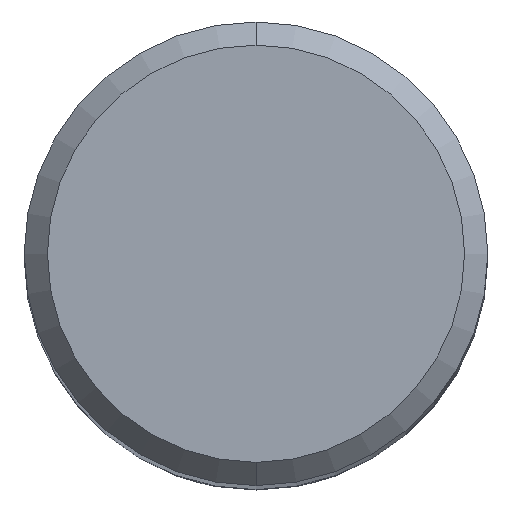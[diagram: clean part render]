
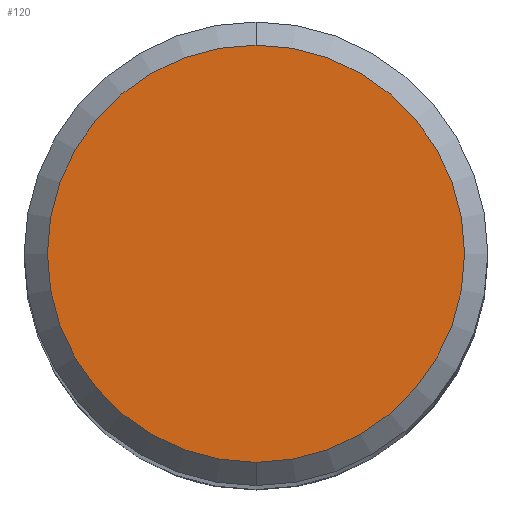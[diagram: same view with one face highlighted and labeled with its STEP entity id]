
A CAD part, top view. The second image highlights one B-rep face of the part: STEP entity #120.
In plain terms, the highlighted planar face has unit normal (0, 0, 1).
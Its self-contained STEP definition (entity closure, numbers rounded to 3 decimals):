
#70=EDGE_CURVE('',#124,#86,#162,.T.);
#72=EDGE_CURVE('',#86,#124,#164,.T.);
#86=VERTEX_POINT('',#179);
#120=ADVANCED_FACE('',(#217),#218,.T.);
#124=VERTEX_POINT('',#223);
#162=CIRCLE('',#262,4.5);
#164=CIRCLE('',#265,4.5);
#179=CARTESIAN_POINT('',(0.,-4.5,0.0));
#217=FACE_OUTER_BOUND('',#330,.T.);
#218=PLANE('',#331);
#223=CARTESIAN_POINT('',(0.0,4.5,0.0));
#262=AXIS2_PLACEMENT_3D('',#364,#365,#366);
#265=AXIS2_PLACEMENT_3D('',#367,#368,#369);
#330=EDGE_LOOP('',(#434,#435));
#331=AXIS2_PLACEMENT_3D('',#436,#437,#438);
#364=CARTESIAN_POINT('',(0.0,0.0,0.0));
#365=DIRECTION('',(0.0,0.0,-1.0));
#366=DIRECTION('',(0.0,1.0,0.0));
#367=CARTESIAN_POINT('',(0.0,0.0,0.0));
#368=DIRECTION('',(0.0,0.0,-1.0));
#369=DIRECTION('',(0.0,1.0,0.0));
#434=ORIENTED_EDGE('',*,*,#70,.F.);
#435=ORIENTED_EDGE('',*,*,#72,.F.);
#436=CARTESIAN_POINT('',(0.0,2.25,0.0));
#437=DIRECTION('',(-0.0,0.0,1.0));
#438=DIRECTION('',(0.0,-1.0,0.0));
